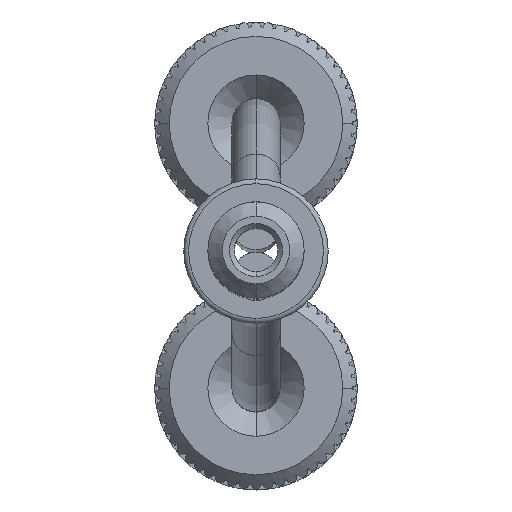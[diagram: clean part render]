
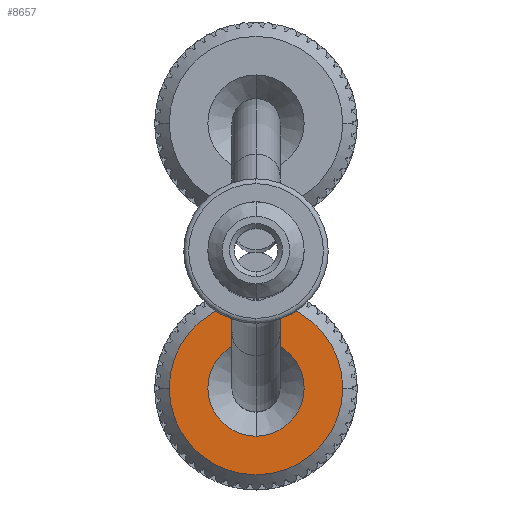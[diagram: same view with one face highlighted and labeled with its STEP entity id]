
A CAD part, top view. The second image highlights one B-rep face of the part: STEP entity #8657.
In plain terms, the highlighted face is planar.
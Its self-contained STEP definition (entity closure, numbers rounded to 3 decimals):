
#2546=CARTESIAN_POINT('',(0.,0.,0.));
#2547=DIRECTION('',(1.,0.,0.));
#2548=DIRECTION('',(0.,0.,1.));
#2549=AXIS2_PLACEMENT_3D('',#2546,#2547,#2548);
#2551=CARTESIAN_POINT('',(0.,0.,0.));
#2552=DIRECTION('',(1.,0.,0.));
#2553=DIRECTION('',(0.,0.,-1.));
#2554=AXIS2_PLACEMENT_3D('',#2551,#2552,#2553);
#2556=CARTESIAN_POINT('',(0.,0.,0.));
#2557=DIRECTION('',(1.,0.,0.));
#2558=DIRECTION('',(0.,-1.,0.));
#2559=AXIS2_PLACEMENT_3D('',#2556,#2557,#2558);
#2561=CARTESIAN_POINT('',(0.,0.,0.));
#2562=DIRECTION('',(1.,0.,0.));
#2563=DIRECTION('',(0.,1.,0.));
#2564=AXIS2_PLACEMENT_3D('',#2561,#2562,#2563);
#6065=CARTESIAN_POINT('',(0.,0.,1.8));
#6066=CARTESIAN_POINT('',(0.,0.,-1.8));
#6067=VERTEX_POINT('',#6065);
#6068=VERTEX_POINT('',#6066);
#6327=CARTESIAN_POINT('',(0.,-1.,0.));
#6328=CARTESIAN_POINT('',(0.,1.,0.));
#6329=VERTEX_POINT('',#6327);
#6330=VERTEX_POINT('',#6328);
#8641=CARTESIAN_POINT('',(0.,0.,0.));
#8642=DIRECTION('',(1.,0.,0.));
#8643=DIRECTION('',(0.,-1.,0.));
#8644=AXIS2_PLACEMENT_3D('',#8641,#8642,#8643);
#8645=PLANE('',#8644);
#8647=ORIENTED_EDGE('',*,*,#8646,.T.);
#8649=ORIENTED_EDGE('',*,*,#8648,.T.);
#8650=EDGE_LOOP('',(#8647,#8649));
#8651=FACE_OUTER_BOUND('',#8650,.F.);
#8653=ORIENTED_EDGE('',*,*,#8652,.F.);
#8654=ORIENTED_EDGE('',*,*,#8631,.F.);
#8655=EDGE_LOOP('',(#8653,#8654));
#8656=FACE_BOUND('',#8655,.F.);
#2550=CIRCLE('',#2549,1.8);
#2555=CIRCLE('',#2554,1.8);
#2560=CIRCLE('',#2559,1.);
#2565=CIRCLE('',#2564,1.);
#8631=EDGE_CURVE('',#6330,#6329,#2565,.T.);
#8646=EDGE_CURVE('',#6067,#6068,#2550,.T.);
#8648=EDGE_CURVE('',#6068,#6067,#2555,.T.);
#8652=EDGE_CURVE('',#6329,#6330,#2560,.T.);
#8657=ADVANCED_FACE('',(#8651,#8656),#8645,.F.);
